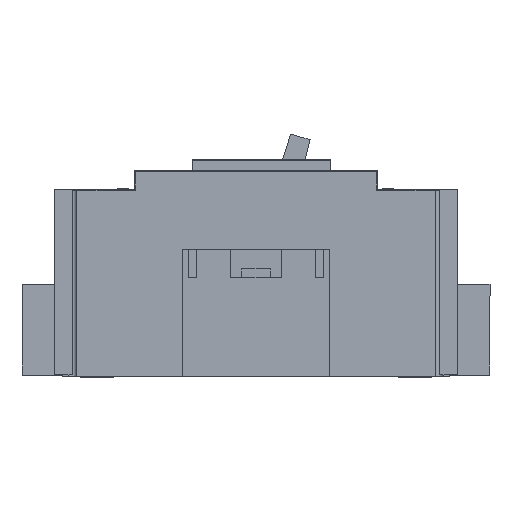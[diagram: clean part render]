
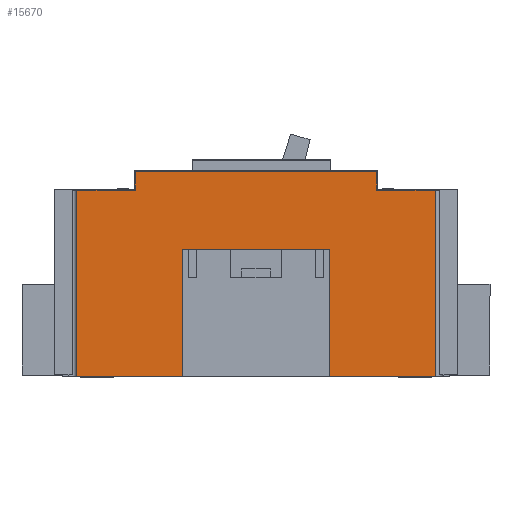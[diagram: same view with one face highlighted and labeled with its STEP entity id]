
A CAD part, top view. The second image highlights one B-rep face of the part: STEP entity #15670.
In plain terms, the highlighted planar face has unit normal (0, 0, 1).
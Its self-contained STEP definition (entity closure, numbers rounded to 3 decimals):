
#518 = VERTEX_POINT ( 'NONE', #4225 ) ;
#588 = LINE ( 'NONE', #24980, #3582 ) ;
#639 = EDGE_CURVE ( 'NONE', #22717, #1862, #11422, .T. ) ;
#1079 = EDGE_CURVE ( 'NONE', #37418, #7663, #17228, .T. ) ;
#1274 = CARTESIAN_POINT ( 'NONE',  ( -25.75, 0., 38.75 ) ) ;
#1593 = CARTESIAN_POINT ( 'NONE',  ( -42.25, 65.2, 38.75 ) ) ;
#1660 = DIRECTION ( 'NONE',  ( 1., 0., 0. ) ) ;
#1862 = VERTEX_POINT ( 'NONE', #23868 ) ;
#3187 = DIRECTION ( 'NONE',  ( 0., 1., 0. ) ) ;
#3582 = VECTOR ( 'NONE', #18735, 1000. ) ;
#3645 = VECTOR ( 'NONE', #5319, 1000. ) ;
#3668 = CARTESIAN_POINT ( 'NONE',  ( -62.65, 65., 38.75 ) ) ;
#4059 = DIRECTION ( 'NONE',  ( -1., 0., 0. ) ) ;
#4225 = CARTESIAN_POINT ( 'NONE',  ( -62.65, 65., 38.75 ) ) ;
#4474 = VERTEX_POINT ( 'NONE', #17982 ) ;
#4712 = LINE ( 'NONE', #1593, #23956 ) ;
#5319 = DIRECTION ( 'NONE',  ( 1., 0., 0. ) ) ;
#6173 = ORIENTED_EDGE ( 'NONE', *, *, #36027, .F. ) ;
#6994 = CARTESIAN_POINT ( 'NONE',  ( -62.65, -5.504, 38.75 ) ) ;
#7256 = VECTOR ( 'NONE', #9134, 1000. ) ;
#7409 = CARTESIAN_POINT ( 'NONE',  ( -42.25, 65., 38.75 ) ) ;
#7663 = VERTEX_POINT ( 'NONE', #1274 ) ;
#8216 = DIRECTION ( 'NONE',  ( 1., 0., 0. ) ) ;
#8492 = VECTOR ( 'NONE', #18896, 1000. ) ;
#8885 = DIRECTION ( 'NONE',  ( -1., 0., 0. ) ) ;
#9086 = EDGE_CURVE ( 'NONE', #25212, #4474, #34449, .T. ) ;
#9134 = DIRECTION ( 'NONE',  ( 0., 1., 0. ) ) ;
#9260 = VECTOR ( 'NONE', #8885, 1000. ) ;
#9277 = CARTESIAN_POINT ( 'NONE',  ( 25.75, 44.3, 38.75 ) ) ;
#9552 = EDGE_CURVE ( 'NONE', #37303, #518, #30991, .T. ) ;
#10281 = VERTEX_POINT ( 'NONE', #12169 ) ;
#10349 = EDGE_CURVE ( 'NONE', #10281, #22717, #18607, .T. ) ;
#11422 = LINE ( 'NONE', #37983, #9260 ) ;
#11640 = ORIENTED_EDGE ( 'NONE', *, *, #33850, .F. ) ;
#12169 = CARTESIAN_POINT ( 'NONE',  ( 42.25, 65., 38.75 ) ) ;
#13468 = CARTESIAN_POINT ( 'NONE',  ( -62.65, 0., 38.75 ) ) ;
#13621 = LINE ( 'NONE', #20047, #17807 ) ;
#13889 = DIRECTION ( 'NONE',  ( 0., -1., 0. ) ) ;
#15670 = ADVANCED_FACE ( 'NONE', ( #19553 ), #22488, .T. ) ;
#15790 = CARTESIAN_POINT ( 'NONE',  ( 25.75, 0., 38.75 ) ) ;
#16594 = CARTESIAN_POINT ( 'NONE',  ( 42.25, 71.6, 38.75 ) ) ;
#17121 = DIRECTION ( 'NONE',  ( -1., 0., 0. ) ) ;
#17228 = LINE ( 'NONE', #19970, #3645 ) ;
#17807 = VECTOR ( 'NONE', #28249, 1000. ) ;
#17982 = CARTESIAN_POINT ( 'NONE',  ( 62.65, 0., 38.75 ) ) ;
#18607 = LINE ( 'NONE', #30701, #19779 ) ;
#18735 = DIRECTION ( 'NONE',  ( -1., 0., 0. ) ) ;
#18896 = DIRECTION ( 'NONE',  ( 0., 1., 0. ) ) ;
#18922 = ORIENTED_EDGE ( 'NONE', *, *, #35346, .T. ) ;
#19266 = ORIENTED_EDGE ( 'NONE', *, *, #639, .T. ) ;
#19506 = VECTOR ( 'NONE', #38457, 1000. ) ;
#19553 = FACE_OUTER_BOUND ( 'NONE', #25701, .T. ) ;
#19779 = VECTOR ( 'NONE', #3187, 1000. ) ;
#19970 = CARTESIAN_POINT ( 'NONE',  ( -67.65, 0., 38.75 ) ) ;
#20047 = CARTESIAN_POINT ( 'NONE',  ( 62.65, -5.504, 38.75 ) ) ;
#20361 = EDGE_CURVE ( 'NONE', #1862, #37303, #4712, .T. ) ;
#20865 = LINE ( 'NONE', #32952, #19506 ) ;
#21220 = LINE ( 'NONE', #29279, #7256 ) ;
#22488 = PLANE ( 'NONE',  #23089 ) ;
#22683 = DIRECTION ( 'NONE',  ( 0., 0., 1. ) ) ;
#22717 = VERTEX_POINT ( 'NONE', #16594 ) ;
#23089 = AXIS2_PLACEMENT_3D ( 'NONE', #25403, #22683, #8216 ) ;
#23868 = CARTESIAN_POINT ( 'NONE',  ( -42.25, 71.6, 38.75 ) ) ;
#23956 = VECTOR ( 'NONE', #13889, 1000. ) ;
#24201 = ORIENTED_EDGE ( 'NONE', *, *, #26778, .T. ) ;
#24746 = LINE ( 'NONE', #6994, #8492 ) ;
#24752 = VERTEX_POINT ( 'NONE', #28983 ) ;
#24757 = ORIENTED_EDGE ( 'NONE', *, *, #26447, .F. ) ;
#24980 = CARTESIAN_POINT ( 'NONE',  ( -25.75, 44.3, 38.75 ) ) ;
#25212 = VERTEX_POINT ( 'NONE', #15790 ) ;
#25365 = ORIENTED_EDGE ( 'NONE', *, *, #20361, .T. ) ;
#25403 = CARTESIAN_POINT ( 'NONE',  ( 0., 0., 38.75 ) ) ;
#25461 = CARTESIAN_POINT ( 'NONE',  ( -67.65, 0., 38.75 ) ) ;
#25701 = EDGE_LOOP ( 'NONE', ( #18922, #24201, #34360, #19266, #25365, #34886, #34960, #29805, #24757, #11640, #6173, #37024 ) ) ;
#25950 = VECTOR ( 'NONE', #1660, 1000. ) ;
#26447 = EDGE_CURVE ( 'NONE', #24752, #7663, #20865, .T. ) ;
#26778 = EDGE_CURVE ( 'NONE', #32302, #10281, #34509, .T. ) ;
#28248 = VECTOR ( 'NONE', #17121, 1000. ) ;
#28249 = DIRECTION ( 'NONE',  ( 0., 1., 0. ) ) ;
#28983 = CARTESIAN_POINT ( 'NONE',  ( -25.75, 44.3, 38.75 ) ) ;
#29279 = CARTESIAN_POINT ( 'NONE',  ( 25.75, 0., 38.75 ) ) ;
#29805 = ORIENTED_EDGE ( 'NONE', *, *, #1079, .T. ) ;
#30701 = CARTESIAN_POINT ( 'NONE',  ( 42.25, 71.8, 38.75 ) ) ;
#30991 = LINE ( 'NONE', #3668, #37215 ) ;
#30998 = EDGE_CURVE ( 'NONE', #37418, #518, #24746, .T. ) ;
#31573 = CARTESIAN_POINT ( 'NONE',  ( 42.45, 65., 38.75 ) ) ;
#32302 = VERTEX_POINT ( 'NONE', #36097 ) ;
#32952 = CARTESIAN_POINT ( 'NONE',  ( -25.75, 0., 38.75 ) ) ;
#33850 = EDGE_CURVE ( 'NONE', #36494, #24752, #588, .T. ) ;
#34360 = ORIENTED_EDGE ( 'NONE', *, *, #10349, .T. ) ;
#34449 = LINE ( 'NONE', #25461, #25950 ) ;
#34509 = LINE ( 'NONE', #31573, #28248 ) ;
#34886 = ORIENTED_EDGE ( 'NONE', *, *, #9552, .T. ) ;
#34960 = ORIENTED_EDGE ( 'NONE', *, *, #30998, .F. ) ;
#35346 = EDGE_CURVE ( 'NONE', #4474, #32302, #13621, .T. ) ;
#36027 = EDGE_CURVE ( 'NONE', #25212, #36494, #21220, .T. ) ;
#36097 = CARTESIAN_POINT ( 'NONE',  ( 62.65, 65., 38.75 ) ) ;
#36494 = VERTEX_POINT ( 'NONE', #9277 ) ;
#37024 = ORIENTED_EDGE ( 'NONE', *, *, #9086, .T. ) ;
#37215 = VECTOR ( 'NONE', #4059, 1000. ) ;
#37303 = VERTEX_POINT ( 'NONE', #7409 ) ;
#37418 = VERTEX_POINT ( 'NONE', #13468 ) ;
#37983 = CARTESIAN_POINT ( 'NONE',  ( -42.45, 71.6, 38.75 ) ) ;
#38457 = DIRECTION ( 'NONE',  ( 0., -1., 0. ) ) ;
